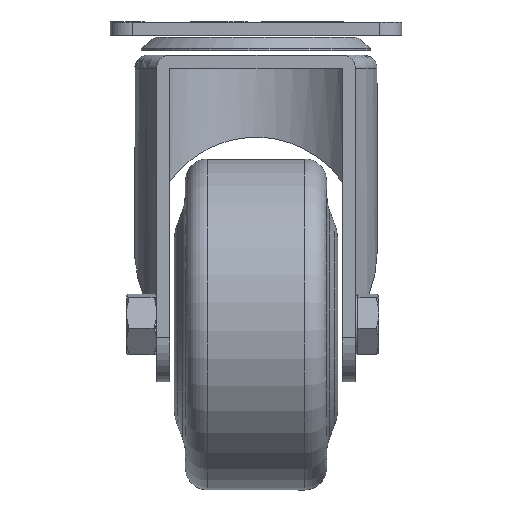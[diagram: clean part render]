
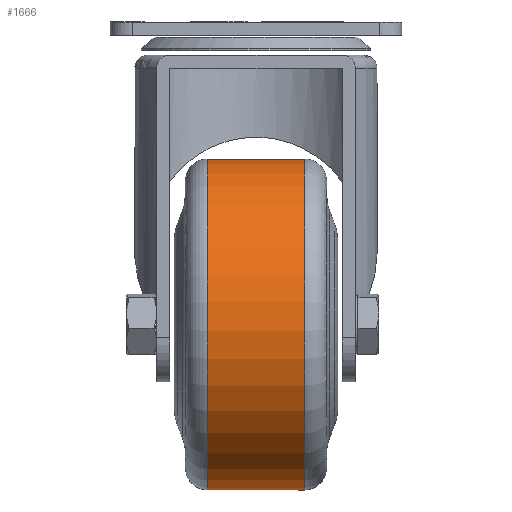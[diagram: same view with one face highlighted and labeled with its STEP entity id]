
A CAD part, front view. The second image highlights one B-rep face of the part: STEP entity #1666.
In plain terms, the highlighted cylindrical face has radius 37.5 mm (diameter 75 mm), a full revolution.
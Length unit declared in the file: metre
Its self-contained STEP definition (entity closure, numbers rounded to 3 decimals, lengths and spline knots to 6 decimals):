
#48=CYLINDRICAL_SURFACE('',#1815,0.0375);
#75=LINE('',#2534,#184);
#184=VECTOR('',#2037,0.0375);
#344=FACE_OUTER_BOUND('',#442,.T.);
#442=EDGE_LOOP('',(#1083,#1084,#1085,#1086,#1087,#1088));
#562=CIRCLE('',#1812,0.0375);
#563=CIRCLE('',#1813,0.0375);
#565=CIRCLE('',#1816,0.0375);
#566=CIRCLE('',#1817,0.0375);
#661=VERTEX_POINT('',#2527);
#662=VERTEX_POINT('',#2528);
#663=VERTEX_POINT('',#2533);
#664=VERTEX_POINT('',#2535);
#825=EDGE_CURVE('',#661,#662,#562,.T.);
#826=EDGE_CURVE('',#662,#661,#563,.T.);
#828=EDGE_CURVE('',#661,#663,#75,.T.);
#829=EDGE_CURVE('',#663,#664,#565,.F.);
#830=EDGE_CURVE('',#664,#663,#566,.F.);
#1083=ORIENTED_EDGE('',*,*,#825,.T.);
#1084=ORIENTED_EDGE('',*,*,#826,.T.);
#1085=ORIENTED_EDGE('',*,*,#828,.T.);
#1086=ORIENTED_EDGE('',*,*,#829,.T.);
#1087=ORIENTED_EDGE('',*,*,#830,.T.);
#1088=ORIENTED_EDGE('',*,*,#828,.F.);
#1666=ADVANCED_FACE('',(#344),#48,.T.);
#1812=AXIS2_PLACEMENT_3D('',#2529,#2029,#2030);
#1813=AXIS2_PLACEMENT_3D('',#2530,#2031,#2032);
#1815=AXIS2_PLACEMENT_3D('',#2532,#2035,#2036);
#1816=AXIS2_PLACEMENT_3D('',#2536,#2038,#2039);
#1817=AXIS2_PLACEMENT_3D('',#2537,#2040,#2041);
#2029=DIRECTION('center_axis',(-1.,0.,0.));
#2030=DIRECTION('ref_axis',(0.,-0.242,0.97));
#2031=DIRECTION('center_axis',(-1.,0.,0.));
#2032=DIRECTION('ref_axis',(0.,-0.242,0.97));
#2035=DIRECTION('center_axis',(1.,0.,0.));
#2036=DIRECTION('ref_axis',(0.,0.242,-0.97));
#2037=DIRECTION('',(-1.,0.,0.));
#2038=DIRECTION('center_axis',(-1.,0.,0.));
#2039=DIRECTION('ref_axis',(0.,-0.242,0.97));
#2040=DIRECTION('center_axis',(-1.,0.,0.));
#2041=DIRECTION('ref_axis',(0.,-0.242,0.97));
#2527=CARTESIAN_POINT('',(0.003616,-0.077569,0.022387));
#2528=CARTESIAN_POINT('',(0.003616,-0.0685,-0.0515));
#2529=CARTESIAN_POINT('Origin',(0.003616,-0.0685,-0.014));
#2530=CARTESIAN_POINT('Origin',(0.003616,-0.0685,-0.014));
#2532=CARTESIAN_POINT('Origin',(-0.023384,-0.0685,-0.014));
#2533=CARTESIAN_POINT('',(-0.018384,-0.077569,0.022387));
#2534=CARTESIAN_POINT('',(-0.023384,-0.077569,0.022387));
#2535=CARTESIAN_POINT('',(-0.018384,-0.0685,-0.0515));
#2536=CARTESIAN_POINT('Origin',(-0.018384,-0.0685,-0.014));
#2537=CARTESIAN_POINT('Origin',(-0.018384,-0.0685,-0.014));
